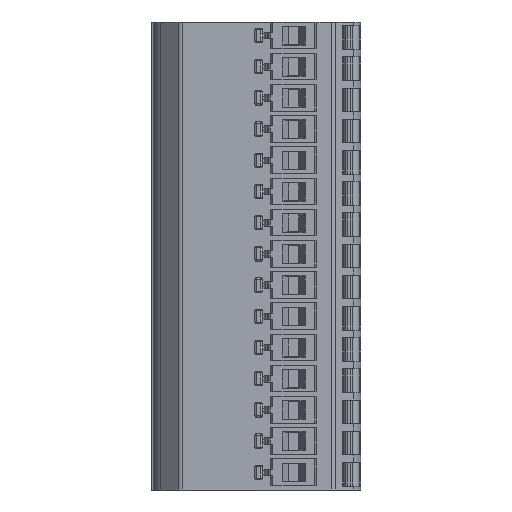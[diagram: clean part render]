
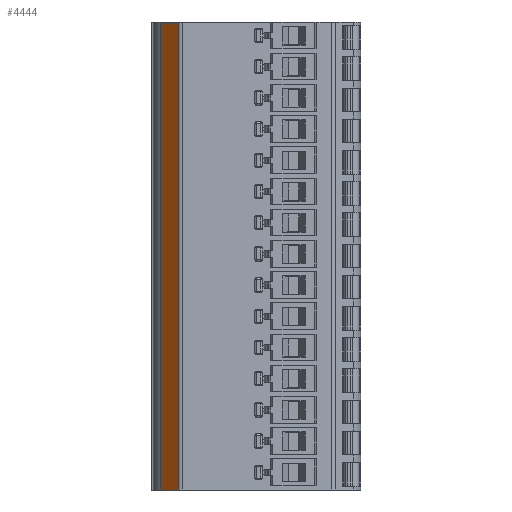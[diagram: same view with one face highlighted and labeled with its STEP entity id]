
A CAD part, front view. The second image highlights one B-rep face of the part: STEP entity #4444.
In plain terms, the highlighted planar face has unit normal (-0.707, -0.707, 0).
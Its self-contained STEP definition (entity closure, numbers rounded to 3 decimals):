
#804 = CARTESIAN_POINT ( 'NONE',  ( -19.287, 15.374, -31.206 ) ) ;
#1086 = DIRECTION ( 'NONE',  ( 0., 0., 1. ) ) ;
#2352 = DIRECTION ( 'NONE',  ( 0.707, -0.707, 0. ) ) ;
#2608 = CARTESIAN_POINT ( 'NONE',  ( -19.287, 15.374, -72.85 ) ) ;
#3266 = EDGE_LOOP ( 'NONE', ( #63898, #77476, #32134, #46869 ) ) ;
#3528 = VERTEX_POINT ( 'NONE', #9366 ) ;
#3989 = VERTEX_POINT ( 'NONE', #43872 ) ;
#4444 = ADVANCED_FACE ( 'NONE', ( #20309 ), #36736, .T. ) ;
#9366 = CARTESIAN_POINT ( 'NONE',  ( -22.272, 18.359, -72.85 ) ) ;
#15031 = LINE ( 'NONE', #74908, #65630 ) ;
#20156 = VERTEX_POINT ( 'NONE', #40769 ) ;
#20309 = FACE_OUTER_BOUND ( 'NONE', #3266, .T. ) ;
#31501 = DIRECTION ( 'NONE',  ( -0.707, -0.707, 0. ) ) ;
#32134 = ORIENTED_EDGE ( 'NONE', *, *, #61659, .T. ) ;
#32156 = LINE ( 'NONE', #39649, #65925 ) ;
#36736 = PLANE ( 'NONE',  #66699 ) ;
#39649 = CARTESIAN_POINT ( 'NONE',  ( -22.272, 18.359, -31.206 ) ) ;
#40769 = CARTESIAN_POINT ( 'NONE',  ( -19.287, 15.374, 5.15 ) ) ;
#42162 = VERTEX_POINT ( 'NONE', #58264 ) ;
#43677 = VECTOR ( 'NONE', #2352, 1000. ) ;
#43872 = CARTESIAN_POINT ( 'NONE',  ( -22.272, 18.359, 5.15 ) ) ;
#46869 = ORIENTED_EDGE ( 'NONE', *, *, #50225, .F. ) ;
#46937 = DIRECTION ( 'NONE',  ( 0., 0., -1. ) ) ;
#50225 = EDGE_CURVE ( 'NONE', #3989, #20156, #15031, .T. ) ;
#50229 = LINE ( 'NONE', #2608, #43677 ) ;
#54584 = EDGE_CURVE ( 'NONE', #3989, #3528, #32156, .T. ) ;
#55129 = CARTESIAN_POINT ( 'NONE',  ( -19.287, 15.374, -31.206 ) ) ;
#55474 = VECTOR ( 'NONE', #1086, 1000. ) ;
#58264 = CARTESIAN_POINT ( 'NONE',  ( -19.287, 15.374, -72.85 ) ) ;
#61659 = EDGE_CURVE ( 'NONE', #42162, #20156, #63972, .T. ) ;
#63898 = ORIENTED_EDGE ( 'NONE', *, *, #54584, .T. ) ;
#63972 = LINE ( 'NONE', #55129, #55474 ) ;
#65630 = VECTOR ( 'NONE', #74388, 1000. ) ;
#65925 = VECTOR ( 'NONE', #46937, 1000. ) ;
#66699 = AXIS2_PLACEMENT_3D ( 'NONE', #804, #31501, #67126 ) ;
#67126 = DIRECTION ( 'NONE',  ( 0.707, -0.707, 0. ) ) ;
#71637 = EDGE_CURVE ( 'NONE', #3528, #42162, #50229, .T. ) ;
#74388 = DIRECTION ( 'NONE',  ( 0.707, -0.707, 0. ) ) ;
#74908 = CARTESIAN_POINT ( 'NONE',  ( -22.272, 18.359, 5.15 ) ) ;
#77476 = ORIENTED_EDGE ( 'NONE', *, *, #71637, .T. ) ;
